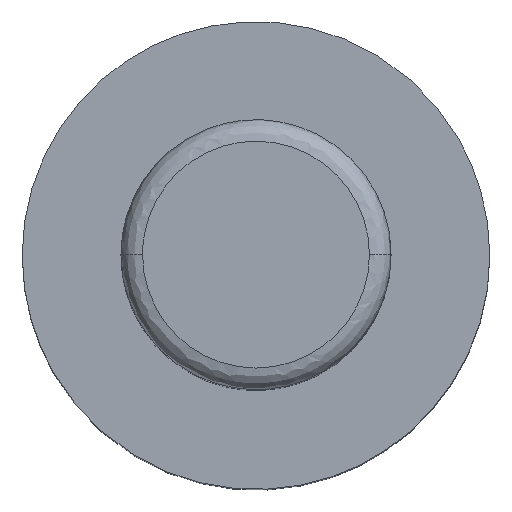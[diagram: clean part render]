
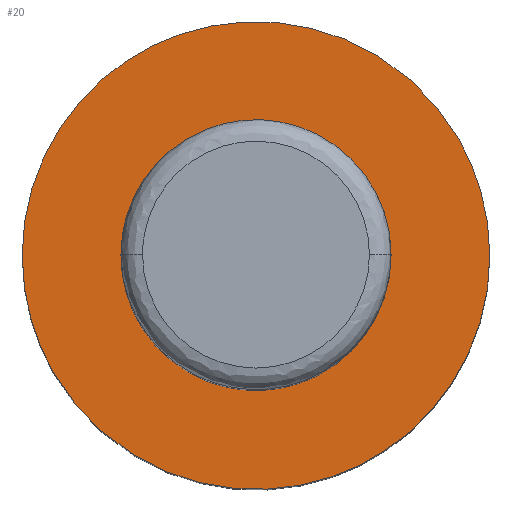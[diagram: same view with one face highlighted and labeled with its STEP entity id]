
A CAD part, top view. The second image highlights one B-rep face of the part: STEP entity #20.
In plain terms, the highlighted planar face has unit normal (0, 0, 1).
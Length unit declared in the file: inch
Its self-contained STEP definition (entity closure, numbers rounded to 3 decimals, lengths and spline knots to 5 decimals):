
#16=FACE_BOUND('',#48,.T.);
#20=ADVANCED_FACE('',(#33,#16),#168,.T.);
#33=FACE_OUTER_BOUND('',#47,.T.);
#47=EDGE_LOOP('',(#67,#68));
#48=EDGE_LOOP('',(#69,#70));
#67=ORIENTED_EDGE('',*,*,#108,.T.);
#68=ORIENTED_EDGE('',*,*,#120,.T.);
#69=ORIENTED_EDGE('',*,*,#110,.T.);
#70=ORIENTED_EDGE('',*,*,#122,.T.);
#108=EDGE_CURVE('',#153,#161,#133,.T.);
#110=EDGE_CURVE('',#155,#162,#135,.T.);
#120=EDGE_CURVE('',#161,#153,#144,.T.);
#122=EDGE_CURVE('',#162,#155,#146,.T.);
#133=(
BOUNDED_CURVE()
B_SPLINE_CURVE(2,(#348,#349,#350,#351,#352),.UNSPECIFIED.,.F.,.F.)
B_SPLINE_CURVE_WITH_KNOTS((3,2,3),(0.,0.08502,0.17004),
 .UNSPECIFIED.)
CURVE()
GEOMETRIC_REPRESENTATION_ITEM()
RATIONAL_B_SPLINE_CURVE((1.,0.707,1.,0.707,1.))
REPRESENTATION_ITEM('')
);
#135=(
BOUNDED_CURVE()
B_SPLINE_CURVE(2,(#362,#363,#364,#365,#366),.UNSPECIFIED.,.F.,.F.)
B_SPLINE_CURVE_WITH_KNOTS((3,2,3),(-0.19635,-0.14726,
-0.09817),.UNSPECIFIED.)
CURVE()
GEOMETRIC_REPRESENTATION_ITEM()
RATIONAL_B_SPLINE_CURVE((1.,0.707,1.,0.707,1.))
REPRESENTATION_ITEM('')
);
#144=(
BOUNDED_CURVE()
B_SPLINE_CURVE(2,(#409,#410,#411,#412,#413),.UNSPECIFIED.,.F.,.F.)
B_SPLINE_CURVE_WITH_KNOTS((3,2,3),(0.17004,0.25507,0.34009),
 .UNSPECIFIED.)
CURVE()
GEOMETRIC_REPRESENTATION_ITEM()
RATIONAL_B_SPLINE_CURVE((1.,0.707,1.,0.707,1.))
REPRESENTATION_ITEM('')
);
#146=(
BOUNDED_CURVE()
B_SPLINE_CURVE(2,(#416,#417,#418,#419,#420),.UNSPECIFIED.,.F.,.F.)
B_SPLINE_CURVE_WITH_KNOTS((3,2,3),(-0.09817,-0.04909,
0.),.UNSPECIFIED.)
CURVE()
GEOMETRIC_REPRESENTATION_ITEM()
RATIONAL_B_SPLINE_CURVE((1.,0.707,1.,0.707,1.))
REPRESENTATION_ITEM('')
);
#153=VERTEX_POINT('',#327);
#155=VERTEX_POINT('',#329);
#161=VERTEX_POINT('',#335);
#162=VERTEX_POINT('',#336);
#168=PLANE('',#204);
#204=AXIS2_PLACEMENT_3D('',#230,#212,$);
#212=DIRECTION('',(0.,0.,1.));
#230=CARTESIAN_POINT('',(-0.06766,-0.06766,0.11811));
#327=CARTESIAN_POINT('',(0.04688,0.02706,0.11811));
#329=CARTESIAN_POINT('',(0.03125,0.,0.11811));
#335=CARTESIAN_POINT('',(-0.04688,-0.02706,0.11811));
#336=CARTESIAN_POINT('',(-0.03125,0.,0.11811));
#348=CARTESIAN_POINT('',(0.04688,0.02706,0.11811));
#349=CARTESIAN_POINT('',(0.01981,0.07394,0.11811));
#350=CARTESIAN_POINT('',(-0.02706,0.04688,0.11811));
#351=CARTESIAN_POINT('',(-0.07394,0.01981,0.11811));
#352=CARTESIAN_POINT('',(-0.04688,-0.02706,0.11811));
#362=CARTESIAN_POINT('',(0.03125,0.,0.11811));
#363=CARTESIAN_POINT('',(0.03125,-0.03125,0.11811));
#364=CARTESIAN_POINT('',(0.,-0.03125,0.11811));
#365=CARTESIAN_POINT('',(-0.03125,-0.03125,0.11811));
#366=CARTESIAN_POINT('',(-0.03125,0.,0.11811));
#409=CARTESIAN_POINT('',(-0.04688,-0.02706,0.11811));
#410=CARTESIAN_POINT('',(-0.01981,-0.07394,0.11811));
#411=CARTESIAN_POINT('',(0.02706,-0.04688,0.11811));
#412=CARTESIAN_POINT('',(0.07394,-0.01981,0.11811));
#413=CARTESIAN_POINT('',(0.04688,0.02706,0.11811));
#416=CARTESIAN_POINT('',(-0.03125,0.,0.11811));
#417=CARTESIAN_POINT('',(-0.03125,0.03125,0.11811));
#418=CARTESIAN_POINT('',(0.,0.03125,0.11811));
#419=CARTESIAN_POINT('',(0.03125,0.03125,0.11811));
#420=CARTESIAN_POINT('',(0.03125,0.,0.11811));
